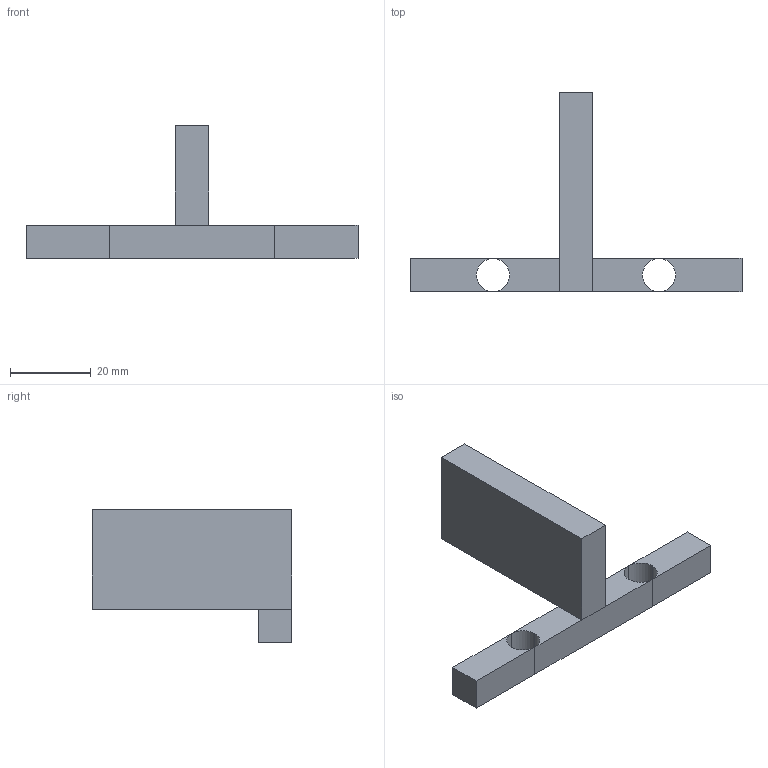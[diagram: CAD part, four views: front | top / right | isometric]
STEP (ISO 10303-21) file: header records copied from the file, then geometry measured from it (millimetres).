
FILE_DESCRIPTION(('Open CASCADE Model'),'2;1');
FILE_NAME('Open CASCADE Shape Model','2026-02-27T12:04:10',('Author'),( 'Open CASCADE'),'Open CASCADE STEP processor 7.9','Open CASCADE 7.9' ,'Unknown');
FILE_SCHEMA(('AUTOMOTIVE_DESIGN { 1 0 10303 214 1 1 1 1 }'));
Length unit declared in the file: millimetre
Products named in the file (4): Open CASCADE STEP translator 7.9 7; Open CASCADE STEP translator 7.9 7.1; Open CASCADE STEP translator 7.9 7.2; Open CASCADE STEP translator 7.9 7.3
Assembly tree (3 placements, depth 2):
  Open CASCADE STEP translator 7.9 7
    Open CASCADE STEP translator 7.9 7.1
    Open CASCADE STEP translator 7.9 7.2
    Open CASCADE STEP translator 7.9 7.3
Bounding box: 82.21 x 49.32 x 32.88 mm (x, y, z)
Volume: 14683 mm3; surface area: 6564.9 mm2
Topology: 3 solids, 3 shells, 27 faces, 59 edges, 38 vertices
Faces by surface type: plane 21, cylinder 6
Entity records: 1544 total; most frequent: CARTESIAN_POINT 262, DIRECTION 235, LINE 137, VECTOR 137, ORIENTED_EDGE 118, PCURVE 118, DEFINITIONAL_REPRESENTATION 118, EDGE_CURVE 59
